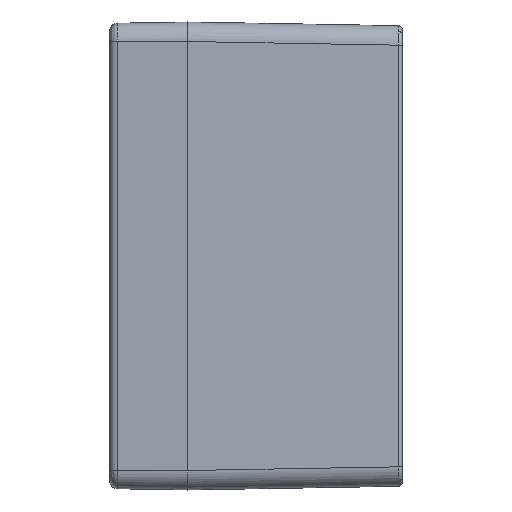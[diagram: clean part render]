
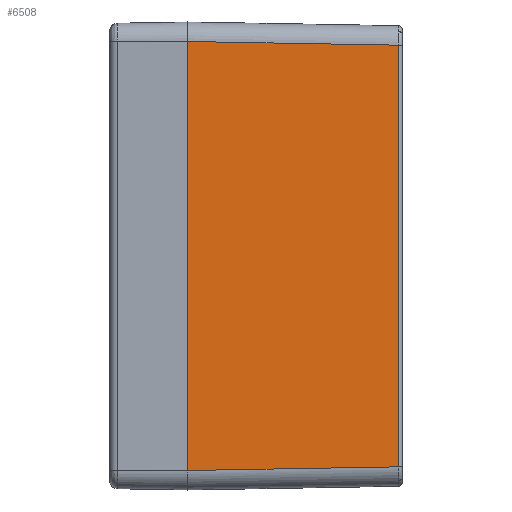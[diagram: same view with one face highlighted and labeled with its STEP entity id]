
A CAD part, left-side view. The second image highlights one B-rep face of the part: STEP entity #6508.
In plain terms, the highlighted planar face has unit normal (-1, -0.018, 0).
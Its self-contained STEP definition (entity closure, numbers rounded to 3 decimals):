
#4974 = VERTEX_POINT ( 'NONE', #18324 ) ;
#5616 = EDGE_CURVE ( 'NONE', #6512, #4974, #19696, .T. ) ;
#6410 = VERTEX_POINT ( 'NONE', #21247 ) ;
#6412 = EDGE_CURVE ( 'NONE', #6410, #6413, #21246, .T. ) ;
#6413 = VERTEX_POINT ( 'NONE', #21237 ) ;
#6487 = ORIENTED_EDGE ( 'NONE', *, *, #6488, .T. ) ;
#6488 = EDGE_CURVE ( 'NONE', #4974, #6413, #21403, .T. ) ;
#6489 = ORIENTED_EDGE ( 'NONE', *, *, #6412, .F. ) ;
#6508 = ADVANCED_FACE ( 'NONE', ( #21423 ), #21422, .T. ) ;
#6509 = EDGE_LOOP ( 'NONE', ( #6510, #6513, #6487, #6489 ) ) ;
#6510 = ORIENTED_EDGE ( 'NONE', *, *, #6511, .T. ) ;
#6511 = EDGE_CURVE ( 'NONE', #6410, #6512, #21420, .T. ) ;
#6512 = VERTEX_POINT ( 'NONE', #21413 ) ;
#6513 = ORIENTED_EDGE ( 'NONE', *, *, #5616, .T. ) ;
#18324 = CARTESIAN_POINT ( 'NONE',  ( -99.057, -54.017, 54.058 ) ) ;
#19693 = DIRECTION ( 'NONE',  ( 0., 0., 1. ) ) ;
#19694 = VECTOR ( 'NONE', #19693, 1000. ) ;
#19695 = CARTESIAN_POINT ( 'NONE',  ( -99.057, -54.017, 54.041 ) ) ;
#19696 = LINE ( 'NONE', #19695, #19694 ) ;
#21237 = CARTESIAN_POINT ( 'NONE',  ( -100., 0., 55.001 ) ) ;
#21238 = DIRECTION ( 'NONE',  ( 0., 0., 1. ) ) ;
#21239 = VECTOR ( 'NONE', #21238, 1000. ) ;
#21240 = CARTESIAN_POINT ( 'NONE',  ( -100., 0., -60. ) ) ;
#21246 = LINE ( 'NONE', #21240, #21239 ) ;
#21247 = CARTESIAN_POINT ( 'NONE',  ( -100., 0., -55.001 ) ) ;
#21397 = DIRECTION ( 'NONE',  ( -0.017, 1., 0.017 ) ) ;
#21398 = VECTOR ( 'NONE', #21397, 1000. ) ;
#21399 = CARTESIAN_POINT ( 'NONE',  ( -99.965, -2.006, 54.966 ) ) ;
#21403 = LINE ( 'NONE', #21399, #21398 ) ;
#21413 = CARTESIAN_POINT ( 'NONE',  ( -99.057, -54.017, -54.058 ) ) ;
#21414 = DIRECTION ( 'NONE',  ( 0.017, -1., 0.017 ) ) ;
#21415 = VECTOR ( 'NONE', #21414, 1000. ) ;
#21416 = CARTESIAN_POINT ( 'NONE',  ( -100.002, 0.087, -55.002 ) ) ;
#21417 = DIRECTION ( 'NONE',  ( 0.017, -1., 0. ) ) ;
#21418 = DIRECTION ( 'NONE',  ( -1., -0.017, 0. ) ) ;
#21419 = CARTESIAN_POINT ( 'NONE',  ( -100., 0., -60. ) ) ;
#21420 = LINE ( 'NONE', #21416, #21415 ) ;
#21421 = AXIS2_PLACEMENT_3D ( 'NONE', #21419, #21418, #21417 ) ;
#21422 = PLANE ( 'NONE',  #21421 ) ;
#21423 = FACE_OUTER_BOUND ( 'NONE', #6509, .T. ) ;
